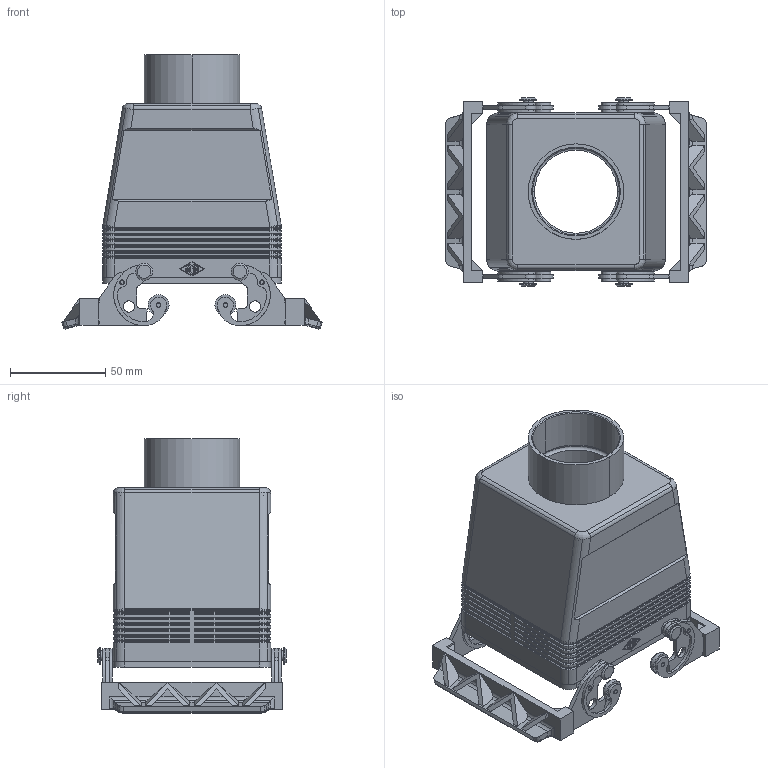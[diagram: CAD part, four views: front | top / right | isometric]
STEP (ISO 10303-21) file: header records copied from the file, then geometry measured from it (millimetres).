
FILE_DESCRIPTION((''),'2;1');
FILE_NAME('CHVW 32 G.stp','2006-12-13T20:07:48',('gembarski'),(''),'Autodesk Inventor 7','Autodesk Inventor 7','');
FILE_SCHEMA(('AUTOMOTIVE_DESIGN { 1 0 10303 214 1 1 1 1 }'));
Length unit declared in the file: millimetre
Products named in the file (1): CHVW 32 G
Bounding box: 136.28 x 98.5 x 143.53 mm (x, y, z)
Volume: 185548.1 mm3; surface area: 102527.1 mm2
Topology: 1 solids, 5 shells, 1080 faces, 2853 edges, 1818 vertices
Faces by surface type: bspline 329, plane 325, cylinder 292, cone 110, torus 20, sphere 4
Entity records: 36580 total; most frequent: CARTESIAN_POINT 9971, ORIENTED_EDGE 5674, DIRECTION 5481, EDGE_CURVE 2837, AXIS2_PLACEMENT_3D 1896, VERTEX_POINT 1818, VECTOR 1689, LINE 1689
